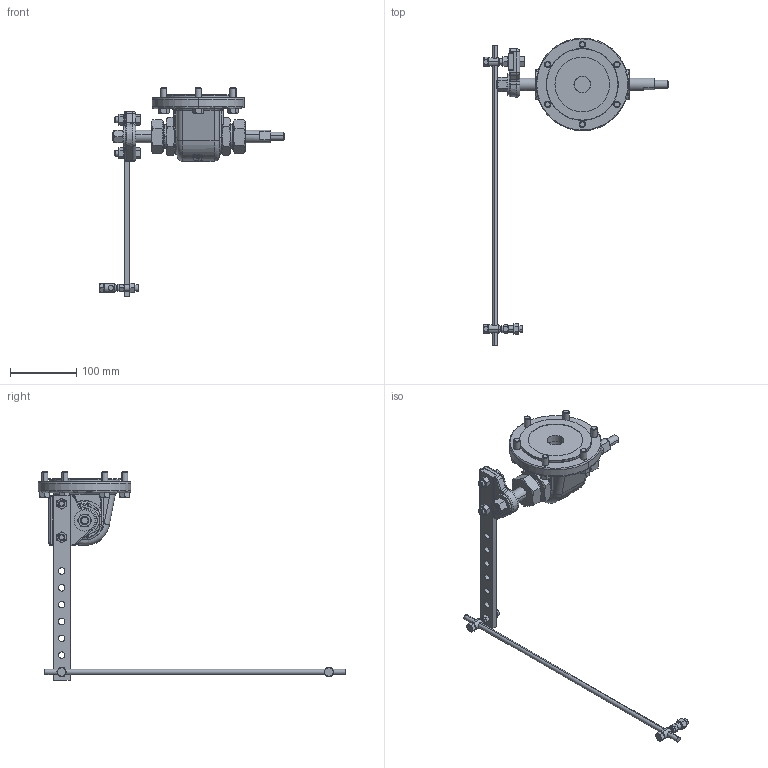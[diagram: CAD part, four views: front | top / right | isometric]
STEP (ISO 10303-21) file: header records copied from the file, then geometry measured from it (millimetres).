
FILE_DESCRIPTION (( 'STEP AP203' ), '1' );
FILE_NAME ('50 TOB D (CCH).STEP', '2019-01-22T18:17:11', ( '' ), ( '' ), 'SwSTEP 2.0', 'SolidWorks 2018', '' );
FILE_SCHEMA (( 'CONFIG_CONTROL_DESIGN' ));
Length unit declared in the file: inch
Products named in the file (1): 50 TOB D (CCH)
Bounding box: 278.09 x 463.93 x 315.11 mm (x, y, z)
Volume: 979881.8 mm3; surface area: 128639.7 mm2
Topology: 1 solids, 1 shells, 1235 faces, 3073 edges, 1923 vertices
Faces by surface type: plane 601, cone 238, cylinder 209, bspline 143, torus 32, sphere 12
Entity records: 47437 total; most frequent: CARTESIAN_POINT 20098, ORIENTED_EDGE 6122, DIRECTION 4957, EDGE_CURVE 3061, VERTEX_POINT 1923, AXIS2_PLACEMENT_3D 1765, VECTOR 1427, LINE 1427
